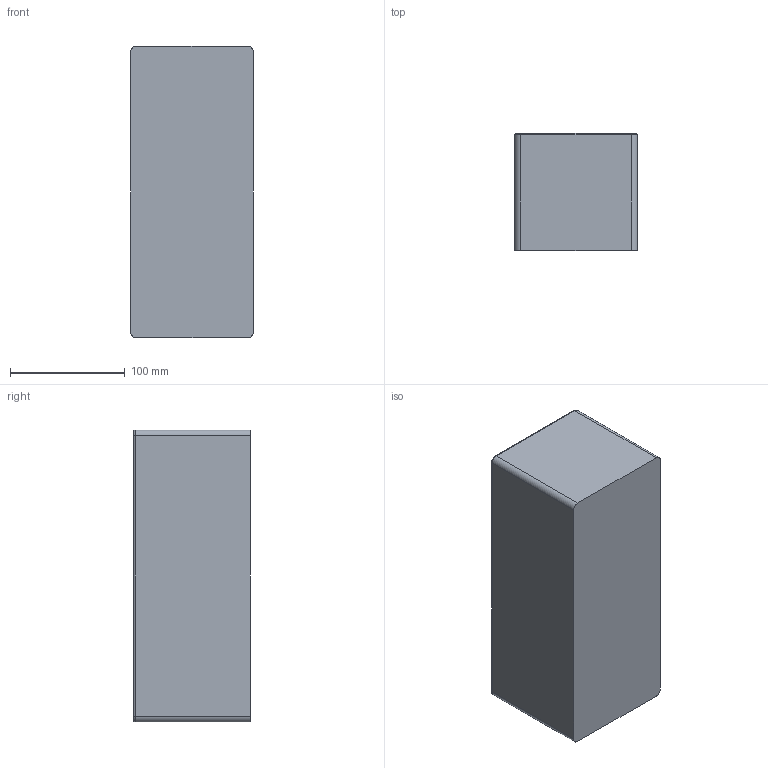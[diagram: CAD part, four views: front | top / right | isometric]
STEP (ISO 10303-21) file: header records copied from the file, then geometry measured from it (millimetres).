
FILE_DESCRIPTION (( 'STEP AP214' ), '1' );
FILE_NAME ('Dope Plane Part by Nyack.STEP', '2023-12-09T10:01:12', ( '' ), ( '' ), 'SwSTEP 2.0', 'SolidWorks 2023', '' );
FILE_SCHEMA (( 'AUTOMOTIVE_DESIGN' ));
Length unit declared in the file: inch
Products named in the file (1): Dope Plane Part by Nyack
Bounding box: 106.68 x 101.6 x 254 mm (x, y, z)
Volume: 892489.4 mm3; surface area: 259566.6 mm2
Topology: 1 solids, 1 shells, 171 faces, 400 edges, 228 vertices
Faces by surface type: cylinder 66, torus 46, plane 31, bspline 24, sphere 4
Entity records: 7749 total; most frequent: CARTESIAN_POINT 3957, DIRECTION 798, ORIENTED_EDGE 792, EDGE_CURVE 396, AXIS2_PLACEMENT_3D 333, VERTEX_POINT 228, CIRCLE 185, EDGE_LOOP 172
